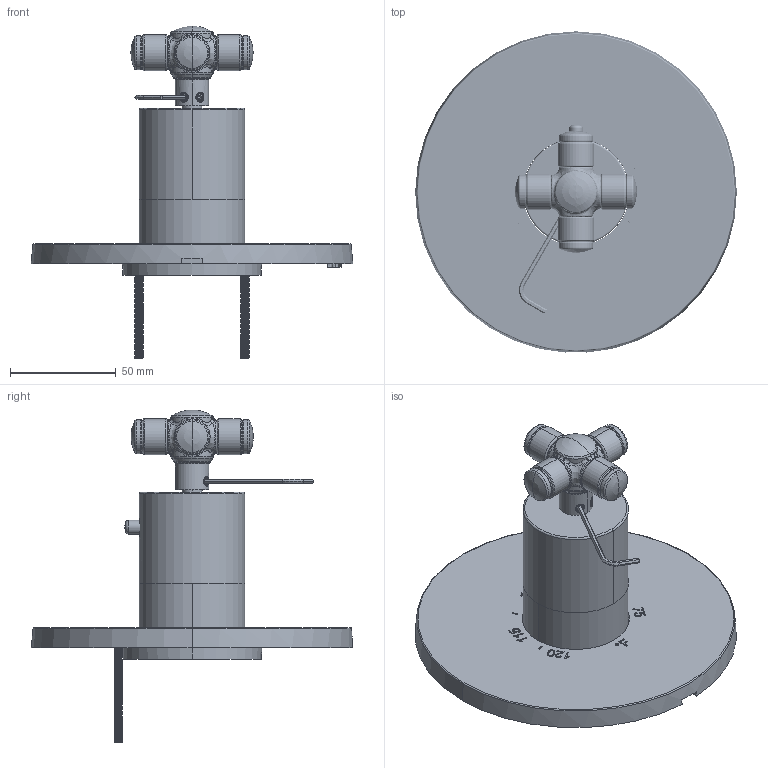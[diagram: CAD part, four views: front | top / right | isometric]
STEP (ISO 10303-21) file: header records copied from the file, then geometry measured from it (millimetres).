
FILE_DESCRIPTION((''),'2;1');
FILE_NAME('3-3264TR_ASM','2025-05-02T12:47:48',('eliu'),(''),'CREO PARAMETRIC BY PTC INC, 2023134','CREO PARAMETRIC BY PTC INC, 2023134','');
FILE_SCHEMA(('CONFIG_CONTROL_DESIGN'));
Length unit declared in the file: inch
Products named in the file (20): 12117; 92075; 91757; H-78_2_FEET; 1-331_ASM; 12120; 11029; 12541; 11555; 92137; 11033; 20-176_ASM; 91308; 92113; 13195; 13196; 92000; 10192; 20-460_ASM; 3-3264TR_ASM
Assembly tree (25 placements, depth 3):
  3-3264TR_ASM
    1-331_ASM
      12117
      92075  x2
      91757  x2
      H-78_2_FEET
    12120
    11029
    20-176_ASM
      12541
      11555
      92137
      11033
    91308
    92113
    20-460_ASM
      13195
      13196  x4
      92000  x2
      10192
Bounding box: 152.4 x 152.25 x 157.3 mm (x, y, z)
Volume: 143976.8 mm3; surface area: 128382.3 mm2
Topology: 22 solids, 22 shells, 2219 faces, 5881 edges, 3730 vertices
Faces by surface type: cylinder 737, bspline 530, plane 506, extrusion 184, cone 164, torus 76, sphere 18, revolution 4
Entity records: 160527 total; most frequent: CARTESIAN_POINT 119217, ORIENTED_EDGE 10044, DIRECTION 5911, EDGE_CURVE 5022, VERTEX_POINT 3210, B_SPLINE_CURVE_WITH_KNOTS 2849, AXIS2_PLACEMENT_3D 2060, EDGE_LOOP 1968
